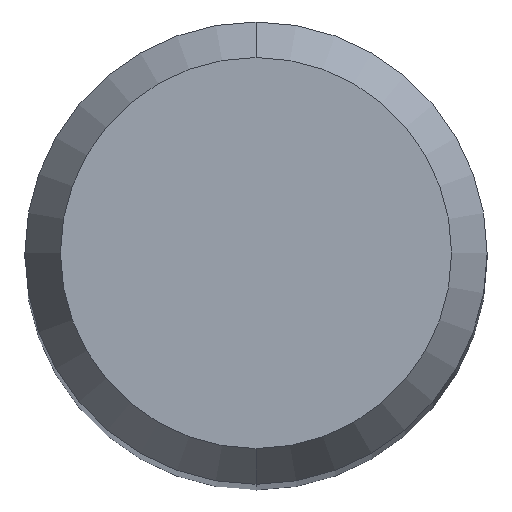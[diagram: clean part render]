
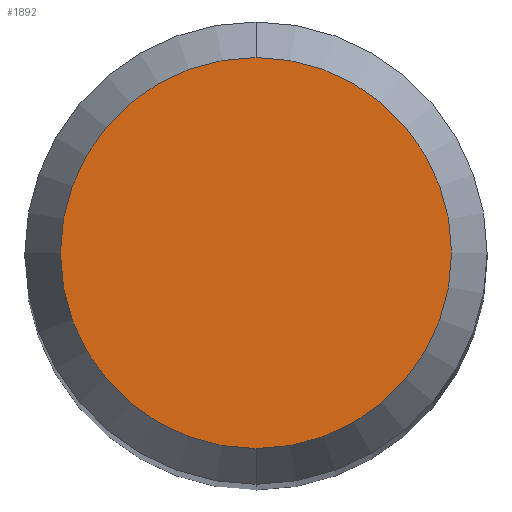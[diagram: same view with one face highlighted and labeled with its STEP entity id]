
A CAD part, top view. The second image highlights one B-rep face of the part: STEP entity #1892.
In plain terms, the highlighted planar face has unit normal (0, 0, 1).
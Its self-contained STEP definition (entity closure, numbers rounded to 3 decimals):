
#1110=EDGE_CURVE('',#1490,#1228,#2411,.T.);
#1228=VERTEX_POINT('',#2540);
#1490=VERTEX_POINT('',#2823);
#1664=EDGE_CURVE('',#1228,#1490,#3014,.T.);
#1892=ADVANCED_FACE('',(#3268),#3269,.T.);
#2411=CIRCLE('',#6084,2.538);
#2540=CARTESIAN_POINT('',(0.0,2.538,0.0));
#2823=CARTESIAN_POINT('',(0.,-2.538,0.0));
#3014=CIRCLE('',#10617,2.538);
#3268=FACE_OUTER_BOUND('',#13217,.T.);
#3269=PLANE('',#13218);
#6084=AXIS2_PLACEMENT_3D('',#13860,#13861,#13862);
#10617=AXIS2_PLACEMENT_3D('',#14495,#14496,#14497);
#13217=EDGE_LOOP('',(#14807,#14808));
#13218=AXIS2_PLACEMENT_3D('',#14809,#14810,#14811);
#13860=CARTESIAN_POINT('',(0.0,0.0,0.0));
#13861=DIRECTION('',(0.0,0.0,-1.0));
#13862=DIRECTION('',(0.0,1.0,0.0));
#14495=CARTESIAN_POINT('',(0.0,0.0,0.0));
#14496=DIRECTION('',(0.0,0.0,-1.0));
#14497=DIRECTION('',(0.0,1.0,0.0));
#14807=ORIENTED_EDGE('',*,*,#1664,.F.);
#14808=ORIENTED_EDGE('',*,*,#1110,.F.);
#14809=CARTESIAN_POINT('',(0.0,1.269,0.0));
#14810=DIRECTION('',(-0.0,0.0,1.0));
#14811=DIRECTION('',(0.0,-1.0,0.0));
